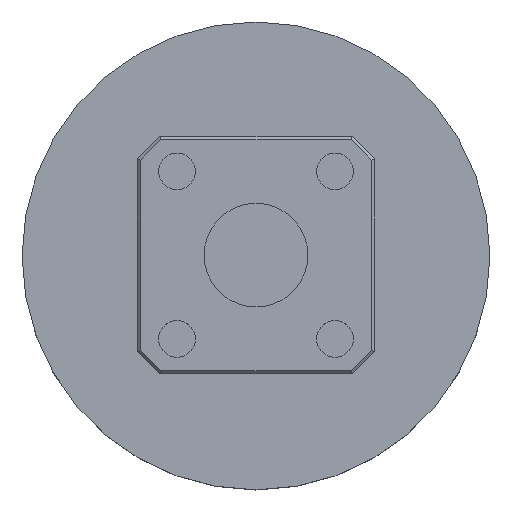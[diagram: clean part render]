
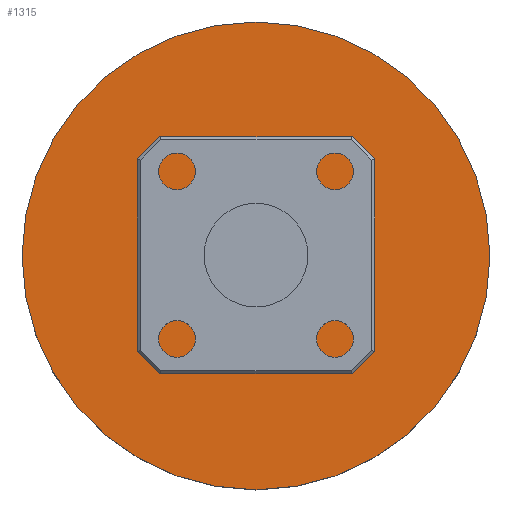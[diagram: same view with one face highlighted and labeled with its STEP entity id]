
A CAD part, top view. The second image highlights one B-rep face of the part: STEP entity #1315.
In plain terms, the highlighted planar face has unit normal (0, 0, 1).
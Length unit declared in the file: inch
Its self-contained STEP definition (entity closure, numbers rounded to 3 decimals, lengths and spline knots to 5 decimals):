
#1 = ORIENTED_EDGE ( 'NONE', *, *, #330, .F. ) ;
#6 = DIRECTION ( 'NONE',  ( 1., 0., 0. ) ) ;
#45 = CARTESIAN_POINT ( 'NONE',  ( 0.74, 0., 0.3172 ) ) ;
#47 = DIRECTION ( 'NONE',  ( 0., 0., 1. ) ) ;
#70 = ORIENTED_EDGE ( 'NONE', *, *, #127, .T. ) ;
#122 = DIRECTION ( 'NONE',  ( 0., 0., 1. ) ) ;
#127 = EDGE_CURVE ( 'NONE', #963, #879, #1184, .T. ) ;
#133 = CARTESIAN_POINT ( 'NONE',  ( -0.74, 0., 0.3172 ) ) ;
#141 = CIRCLE ( 'NONE', #720, 0.74 ) ;
#246 = CIRCLE ( 'NONE', #340, 0.26 ) ;
#318 = DIRECTION ( 'NONE',  ( 1., 0., 0. ) ) ;
#324 = CARTESIAN_POINT ( 'NONE',  ( 0., 0., 0.3172 ) ) ;
#329 = AXIS2_PLACEMENT_3D ( 'NONE', #324, #640, #318 ) ;
#330 = EDGE_CURVE ( 'NONE', #809, #865, #1134, .T. ) ;
#340 = AXIS2_PLACEMENT_3D ( 'NONE', #648, #836, #6 ) ;
#453 = ORIENTED_EDGE ( 'NONE', *, *, #1221, .F. ) ;
#459 = FACE_OUTER_BOUND ( 'NONE', #1252, .T. ) ;
#523 = DIRECTION ( 'NONE',  ( 1., 0., 0. ) ) ;
#553 = EDGE_LOOP ( 'NONE', ( #1, #453 ) ) ;
#596 = ORIENTED_EDGE ( 'NONE', *, *, #1330, .T. ) ;
#640 = DIRECTION ( 'NONE',  ( 0., 0., 1. ) ) ;
#648 = CARTESIAN_POINT ( 'NONE',  ( 0., 0., 0.3172 ) ) ;
#720 = AXIS2_PLACEMENT_3D ( 'NONE', #1297, #122, #1069 ) ;
#736 = CARTESIAN_POINT ( 'NONE',  ( 0.26, 0., 0.3172 ) ) ;
#782 = CARTESIAN_POINT ( 'NONE',  ( -0.26, 0., 0.3172 ) ) ;
#809 = VERTEX_POINT ( 'NONE', #736 ) ;
#836 = DIRECTION ( 'NONE',  ( 0., 0., 1. ) ) ;
#865 = VERTEX_POINT ( 'NONE', #782 ) ;
#879 = VERTEX_POINT ( 'NONE', #45 ) ;
#940 = PLANE ( 'NONE',  #1073 ) ;
#963 = VERTEX_POINT ( 'NONE', #133 ) ;
#1048 = CARTESIAN_POINT ( 'NONE',  ( 0.26, 0., 0.3172 ) ) ;
#1069 = DIRECTION ( 'NONE',  ( 1., 0., 0. ) ) ;
#1073 = AXIS2_PLACEMENT_3D ( 'NONE', #1048, #1150, #523 ) ;
#1134 = CIRCLE ( 'NONE', #1320, 0.26 ) ;
#1150 = DIRECTION ( 'NONE',  ( 0., 0., 1. ) ) ;
#1184 = CIRCLE ( 'NONE', #329, 0.74 ) ;
#1191 = DIRECTION ( 'NONE',  ( 1., 0., 0. ) ) ;
#1221 = EDGE_CURVE ( 'NONE', #865, #809, #246, .T. ) ;
#1252 = EDGE_LOOP ( 'NONE', ( #596, #70 ) ) ;
#1297 = CARTESIAN_POINT ( 'NONE',  ( 0., 0., 0.3172 ) ) ;
#1301 = CARTESIAN_POINT ( 'NONE',  ( 0., 0., 0.3172 ) ) ;
#1315 = ADVANCED_FACE ( 'NONE', ( #459, #1364 ), #940, .T. ) ;
#1320 = AXIS2_PLACEMENT_3D ( 'NONE', #1301, #47, #1191 ) ;
#1330 = EDGE_CURVE ( 'NONE', #879, #963, #141, .T. ) ;
#1364 = FACE_BOUND ( 'NONE', #553, .T. ) ;
